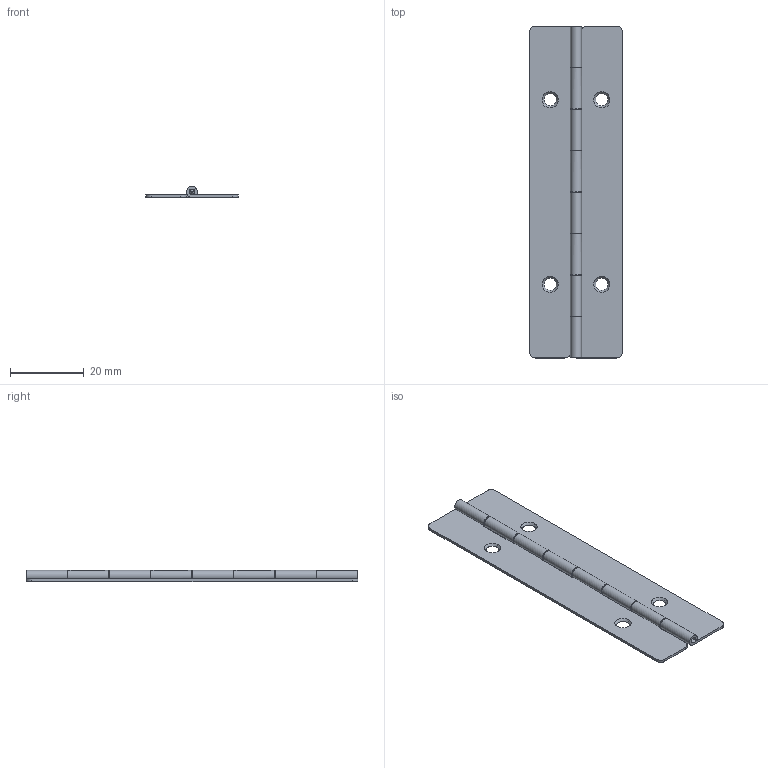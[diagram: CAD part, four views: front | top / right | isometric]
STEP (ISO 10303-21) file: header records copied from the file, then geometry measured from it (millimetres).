
FILE_DESCRIPTION(/* description */ (''),/* implementation_level */ '2;1');
FILE_NAME(/* name */ 'JL019',/* time_stamp */ '2024-09-02T15:01:00+08:00',/* author */ (''),/* organization */ (''),/* preprocessor_version */ 'ST-DEVELOPER v19.2',/* originating_system */ 'Rhino 8.5',/* authorisation */ '');
FILE_SCHEMA (('CONFIG_CONTROL_DESIGN'));
Length unit declared in the file: millimetre
Products named in the file (1): Document
Bounding box: 25 x 90 x 3 mm (x, y, z)
Volume: 998.9 mm3; surface area: 5861.2 mm2
Topology: 2 solids, 3 shells, 106 faces, 305 edges, 202 vertices
Faces by surface type: plane 70, cylinder 24, bspline 12
Entity records: 3787 total; most frequent: CARTESIAN_POINT 1270, ORIENTED_EDGE 586, DIRECTION 331, EDGE_CURVE 305, AXIS2_PLACEMENT_3D 208, VERTEX_POINT 202, B_SPLINE_CURVE_WITH_KNOTS 134, TRIMMED_CURVE 120
